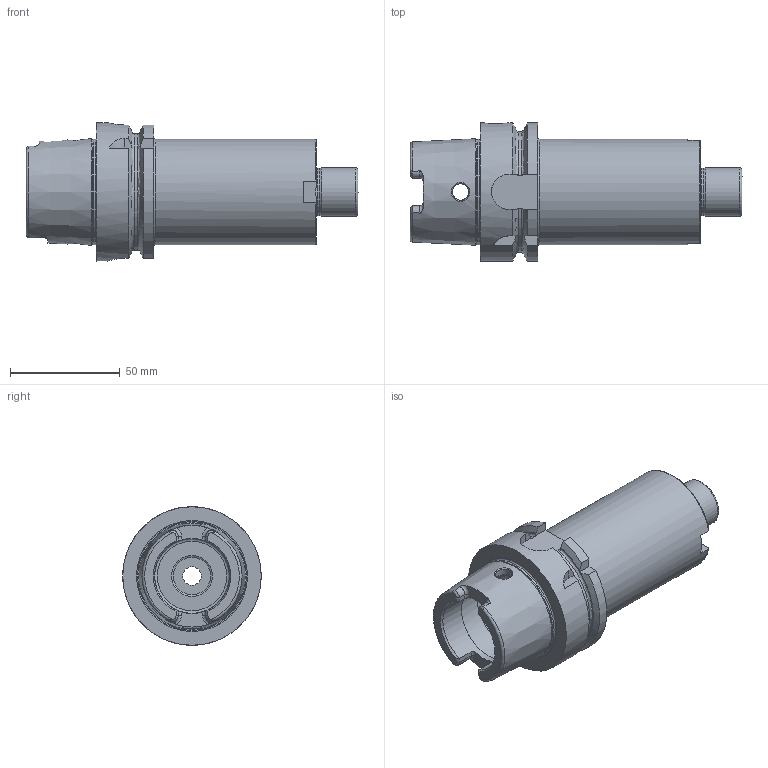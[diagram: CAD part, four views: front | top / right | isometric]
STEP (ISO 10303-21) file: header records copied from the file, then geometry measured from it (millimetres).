
FILE_DESCRIPTION((''),'2;1');
FILE_NAME('606305-221.stp','2014-01-09T09:22:11',('SCHUESSLER'),(''),'Autodesk Inventor 2012','Autodesk Inventor 2012','');
FILE_SCHEMA(('AUTOMOTIVE_DESIGN { 1 0 10303 214 1 1 1 1 }'));
Length unit declared in the file: millimetre
Products named in the file (1): 606305-221
Bounding box: 151 x 63 x 63 mm (x, y, z)
Volume: 215140.8 mm3; surface area: 38434.9 mm2
Topology: 1 solids, 1 shells, 157 faces, 423 edges, 266 vertices
Faces by surface type: plane 52, cylinder 45, cone 31, torus 23, bspline 6
Full cylindrical faces by diameter (mm): 2.5 x4, 3.242 x2, 7.5 x2, 8.4 x1, 8.5 x1, 10 x1, 10.5 x1, 17 x1, 18.5 x1, 21.4 x1, 22 x1, 34 x2, 40 x1, 48 x1, 48.021 x1, 63 x1
Entity records: 5479 total; most frequent: CARTESIAN_POINT 1991, DIRECTION 698, ORIENTED_EDGE 698, EDGE_CURVE 349, AXIS2_PLACEMENT_3D 295, VERTEX_POINT 243, EDGE_LOOP 212, FACE_OUTER_BOUND 157
